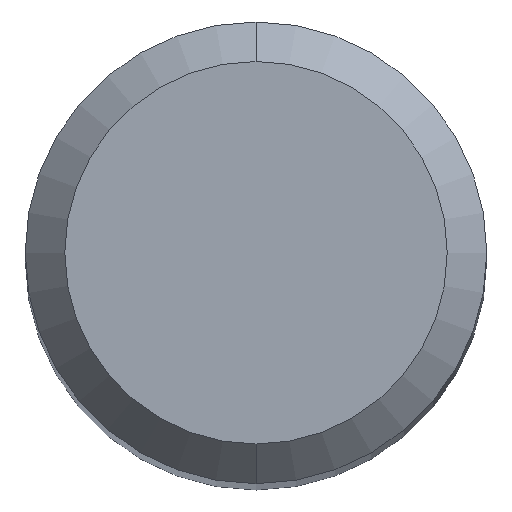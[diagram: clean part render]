
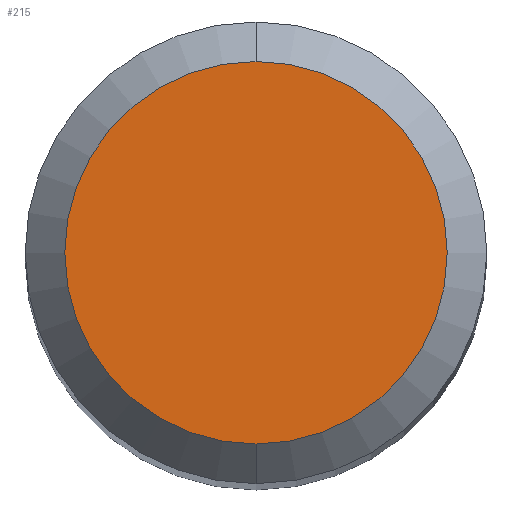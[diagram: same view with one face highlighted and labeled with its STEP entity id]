
A CAD part, top view. The second image highlights one B-rep face of the part: STEP entity #215.
In plain terms, the highlighted planar face has unit normal (0, 0, 1).
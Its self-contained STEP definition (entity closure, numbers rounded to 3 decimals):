
#141=VERTEX_POINT('',#372);
#143=EDGE_CURVE('',#141,#223,#374,.T.);
#155=EDGE_CURVE('',#223,#141,#386,.T.);
#215=ADVANCED_FACE('',(#451),#452,.T.);
#223=VERTEX_POINT('',#463);
#372=CARTESIAN_POINT('',(0.,-1.45,0.0));
#374=CIRCLE('',#627,1.45);
#386=CIRCLE('',#643,1.45);
#451=FACE_OUTER_BOUND('',#729,.T.);
#452=PLANE('',#730);
#463=CARTESIAN_POINT('',(0.0,1.45,0.0));
#627=AXIS2_PLACEMENT_3D('',#934,#935,#936);
#643=AXIS2_PLACEMENT_3D('',#941,#942,#943);
#729=EDGE_LOOP('',(#1018,#1019));
#730=AXIS2_PLACEMENT_3D('',#1020,#1021,#1022);
#934=CARTESIAN_POINT('',(0.0,0.0,0.0));
#935=DIRECTION('',(0.0,0.0,-1.0));
#936=DIRECTION('',(0.0,1.0,0.0));
#941=CARTESIAN_POINT('',(0.0,0.0,0.0));
#942=DIRECTION('',(0.0,0.0,-1.0));
#943=DIRECTION('',(0.0,1.0,0.0));
#1018=ORIENTED_EDGE('',*,*,#155,.F.);
#1019=ORIENTED_EDGE('',*,*,#143,.F.);
#1020=CARTESIAN_POINT('',(0.0,0.725,0.0));
#1021=DIRECTION('',(-0.0,0.0,1.0));
#1022=DIRECTION('',(0.0,-1.0,0.0));
